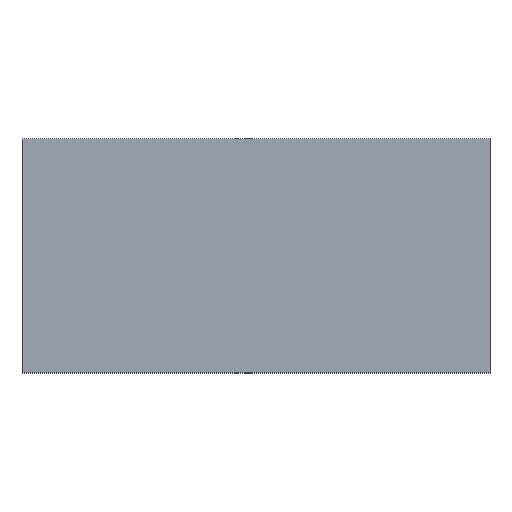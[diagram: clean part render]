
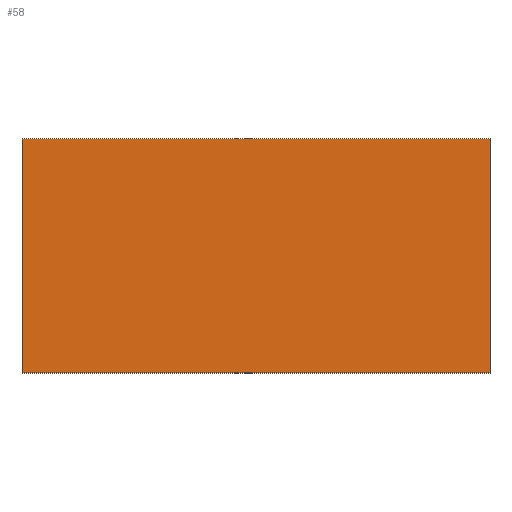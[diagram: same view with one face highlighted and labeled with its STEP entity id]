
A CAD part, top view. The second image highlights one B-rep face of the part: STEP entity #58.
In plain terms, the highlighted planar face has unit normal (0, 0, 1).
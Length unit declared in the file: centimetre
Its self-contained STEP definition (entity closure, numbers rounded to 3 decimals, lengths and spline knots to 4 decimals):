
#58=ADVANCED_FACE($,(#82),#306,.T.);
#82=FACE_OUTER_BOUND($,#106,.T.);
#106=EDGE_LOOP($,(#145,#146,#147,#148));
#145=ORIENTED_EDGE($,*,*,#228,.F.);
#146=ORIENTED_EDGE($,*,*,#227,.F.);
#147=ORIENTED_EDGE($,*,*,#226,.F.);
#148=ORIENTED_EDGE($,*,*,#225,.F.);
#225=EDGE_CURVE($,#273,#274,#311,.T.);
#226=EDGE_CURVE($,#274,#275,#312,.T.);
#227=EDGE_CURVE($,#275,#276,#313,.T.);
#228=EDGE_CURVE($,#276,#273,#314,.T.);
#273=VERTEX_POINT($,#480);
#274=VERTEX_POINT($,#481);
#275=VERTEX_POINT($,#482);
#276=VERTEX_POINT($,#483);
#306=PLANE($,#433);
#311=B_SPLINE_CURVE_WITH_KNOTS($,1,(#454,#455),.UNSPECIFIED.,.F.,.F.,(2,
2),(0.,110.),.UNSPECIFIED.);
#312=B_SPLINE_CURVE_WITH_KNOTS($,1,(#456,#457),.UNSPECIFIED.,.F.,.F.,(2,
2),(0.,220.),.UNSPECIFIED.);
#313=B_SPLINE_CURVE_WITH_KNOTS($,1,(#458,#459),.UNSPECIFIED.,.F.,.F.,(2,
2),(0.,110.),.UNSPECIFIED.);
#314=B_SPLINE_CURVE_WITH_KNOTS($,1,(#460,#461),.UNSPECIFIED.,.F.,.F.,(2,
2),(0.,220.),.UNSPECIFIED.);
#433=AXIS2_PLACEMENT_3D($,#475,#442,$);
#442=DIRECTION($,(0.,0.,1.));
#454=CARTESIAN_POINT($,(0.,0.,73.6));
#455=CARTESIAN_POINT($,(0.,110.,73.6));
#456=CARTESIAN_POINT($,(0.,110.,73.6));
#457=CARTESIAN_POINT($,(220.,110.,73.6));
#458=CARTESIAN_POINT($,(220.,110.,73.6));
#459=CARTESIAN_POINT($,(220.,0.,73.6));
#460=CARTESIAN_POINT($,(220.,0.,73.6));
#461=CARTESIAN_POINT($,(0.,0.,73.6));
#475=CARTESIAN_POINT($,(0.,0.,73.6));
#480=CARTESIAN_POINT($,(0.,0.,73.6));
#481=CARTESIAN_POINT($,(0.,110.,73.6));
#482=CARTESIAN_POINT($,(220.,110.,73.6));
#483=CARTESIAN_POINT($,(220.,0.,73.6));
